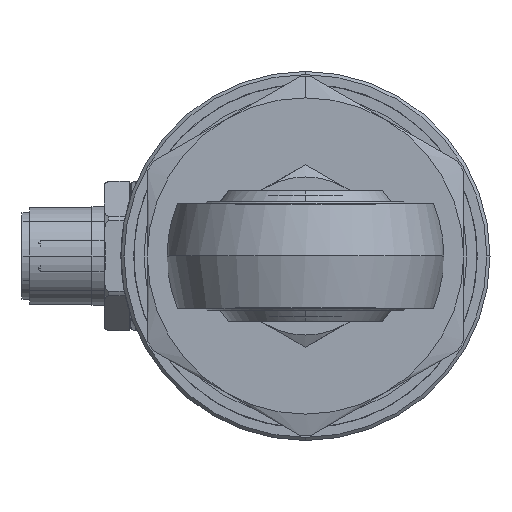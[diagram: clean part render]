
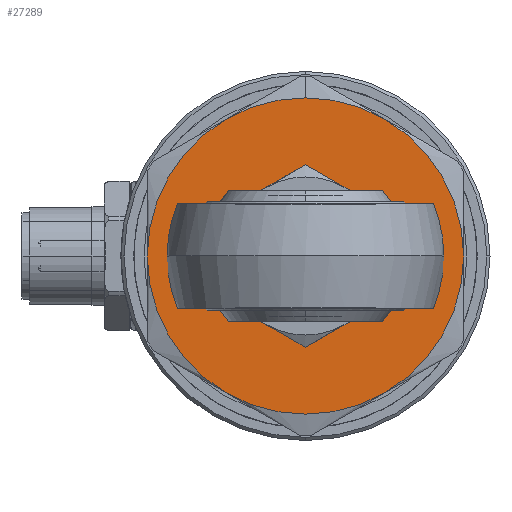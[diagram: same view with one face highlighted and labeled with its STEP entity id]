
A CAD part, left-side view. The second image highlights one B-rep face of the part: STEP entity #27289.
In plain terms, the highlighted planar face has unit normal (-1, 0, 0).
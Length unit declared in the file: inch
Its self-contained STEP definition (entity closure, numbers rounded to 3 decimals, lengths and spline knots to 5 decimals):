
#127 = DIRECTION ( 'NONE',  ( 0., 0., -1. ) ) ;
#301 = DIRECTION ( 'NONE',  ( 0., 0., -1. ) ) ;
#1592 = AXIS2_PLACEMENT_3D ( 'NONE', #23341, #23803, #1925 ) ;
#1925 = DIRECTION ( 'NONE',  ( 0., 0., 1. ) ) ;
#2239 = DIRECTION ( 'NONE',  ( 0., 0., -1. ) ) ;
#2556 = EDGE_CURVE ( 'NONE', #43010, #21605, #21297, .T. ) ;
#2789 = AXIS2_PLACEMENT_3D ( 'NONE', #2835, #28276, #9669 ) ;
#2835 = CARTESIAN_POINT ( 'NONE',  ( -0.69, 0., 0. ) ) ;
#3587 = ORIENTED_EDGE ( 'NONE', *, *, #22170, .F. ) ;
#4012 = AXIS2_PLACEMENT_3D ( 'NONE', #39481, #7177, #127 ) ;
#5270 = CARTESIAN_POINT ( 'NONE',  ( -0.69, 0.375, 0.64952 ) ) ;
#5424 = VERTEX_POINT ( 'NONE', #30749 ) ;
#7177 = DIRECTION ( 'NONE',  ( 1., 0., 0. ) ) ;
#7927 = CARTESIAN_POINT ( 'NONE',  ( -0.69, 0., 0. ) ) ;
#8343 = DIRECTION ( 'NONE',  ( 0., 0., -1. ) ) ;
#8729 = DIRECTION ( 'NONE',  ( 0., 0., -1. ) ) ;
#9669 = DIRECTION ( 'NONE',  ( 0., 0., -1. ) ) ;
#9982 = DIRECTION ( 'NONE',  ( 1., 0., 0. ) ) ;
#10422 = EDGE_CURVE ( 'NONE', #21605, #44563, #11362, .T. ) ;
#10788 = FACE_BOUND ( 'NONE', #26656, .T. ) ;
#11362 = CIRCLE ( 'NONE', #37739, 0.75 ) ;
#11511 = DIRECTION ( 'NONE',  ( -1., 0., 0. ) ) ;
#11884 = AXIS2_PLACEMENT_3D ( 'NONE', #7927, #21624, #39775 ) ;
#12371 = ORIENTED_EDGE ( 'NONE', *, *, #2556, .F. ) ;
#14081 = CIRCLE ( 'NONE', #2789, 0.75 ) ;
#14095 = DIRECTION ( 'NONE',  ( 1., 0., 0. ) ) ;
#14169 = EDGE_CURVE ( 'NONE', #35875, #21012, #29441, .T. ) ;
#14222 = ORIENTED_EDGE ( 'NONE', *, *, #16910, .F. ) ;
#15792 = DIRECTION ( 'NONE',  ( 1., 0., 0. ) ) ;
#16910 = EDGE_CURVE ( 'NONE', #42435, #46434, #32231, .T. ) ;
#17524 = CARTESIAN_POINT ( 'NONE',  ( -0.69, 0., 0. ) ) ;
#19333 = CARTESIAN_POINT ( 'NONE',  ( -0.69, 0., 0. ) ) ;
#19351 = CARTESIAN_POINT ( 'NONE',  ( -0.69, -0.375, -0.64952 ) ) ;
#20768 = EDGE_CURVE ( 'NONE', #20856, #5424, #14081, .T. ) ;
#20856 = VERTEX_POINT ( 'NONE', #43349 ) ;
#21012 = VERTEX_POINT ( 'NONE', #44752 ) ;
#21054 = CIRCLE ( 'NONE', #22536, 0.75 ) ;
#21297 = CIRCLE ( 'NONE', #4012, 0.75 ) ;
#21605 = VERTEX_POINT ( 'NONE', #19351 ) ;
#21624 = DIRECTION ( 'NONE',  ( 1., 0., 0. ) ) ;
#21732 = CARTESIAN_POINT ( 'NONE',  ( -0.69, 0., 0. ) ) ;
#22170 = EDGE_CURVE ( 'NONE', #44563, #20856, #42764, .T. ) ;
#22352 = DIRECTION ( 'NONE',  ( 0., 0., 1. ) ) ;
#22536 = AXIS2_PLACEMENT_3D ( 'NONE', #19333, #15792, #8729 ) ;
#23315 = AXIS2_PLACEMENT_3D ( 'NONE', #38043, #26722, #8343 ) ;
#23341 = CARTESIAN_POINT ( 'NONE',  ( -0.69, 0., 0. ) ) ;
#23452 = ORIENTED_EDGE ( 'NONE', *, *, #26585, .F. ) ;
#23803 = DIRECTION ( 'NONE',  ( -1., 0., 0. ) ) ;
#24671 = CARTESIAN_POINT ( 'NONE',  ( -0.69, -0.75, 0. ) ) ;
#26585 = EDGE_CURVE ( 'NONE', #5424, #42435, #43643, .T. ) ;
#26656 = EDGE_LOOP ( 'NONE', ( #43747, #46531 ) ) ;
#26722 = DIRECTION ( 'NONE',  ( 1., 0., 0. ) ) ;
#27289 = ADVANCED_FACE ( 'NONE', ( #31798, #10788 ), #28022, .F. ) ;
#27789 = DIRECTION ( 'NONE',  ( 0., 0., -1. ) ) ;
#28022 = PLANE ( 'NONE',  #36932 ) ;
#28276 = DIRECTION ( 'NONE',  ( 1., 0., 0. ) ) ;
#28996 = EDGE_CURVE ( 'NONE', #46434, #43010, #21054, .T. ) ;
#29441 = CIRCLE ( 'NONE', #43774, 0.25655 ) ;
#30749 = CARTESIAN_POINT ( 'NONE',  ( -0.69, 0.75, 0. ) ) ;
#30932 = CIRCLE ( 'NONE', #1592, 0.25655 ) ;
#31798 = FACE_OUTER_BOUND ( 'NONE', #41261, .T. ) ;
#32231 = CIRCLE ( 'NONE', #11884, 0.75 ) ;
#33359 = CARTESIAN_POINT ( 'NONE',  ( -0.69, 0., -0.75 ) ) ;
#34843 = ORIENTED_EDGE ( 'NONE', *, *, #20768, .F. ) ;
#35847 = CARTESIAN_POINT ( 'NONE',  ( -0.69, 0., 0. ) ) ;
#35875 = VERTEX_POINT ( 'NONE', #42500 ) ;
#36135 = DIRECTION ( 'NONE',  ( 1., 0., 0. ) ) ;
#36706 = ORIENTED_EDGE ( 'NONE', *, *, #10422, .F. ) ;
#36932 = AXIS2_PLACEMENT_3D ( 'NONE', #46397, #14095, #27789 ) ;
#37739 = AXIS2_PLACEMENT_3D ( 'NONE', #21732, #36135, #301 ) ;
#38043 = CARTESIAN_POINT ( 'NONE',  ( -0.69, 0., 0. ) ) ;
#39479 = CARTESIAN_POINT ( 'NONE',  ( -0.69, -0.375, 0.64952 ) ) ;
#39481 = CARTESIAN_POINT ( 'NONE',  ( -0.69, 0., 0. ) ) ;
#39775 = DIRECTION ( 'NONE',  ( 0., 0., -1. ) ) ;
#41035 = ORIENTED_EDGE ( 'NONE', *, *, #28996, .F. ) ;
#41261 = EDGE_LOOP ( 'NONE', ( #36706, #12371, #41035, #14222, #23452, #34843, #3587 ) ) ;
#41998 = AXIS2_PLACEMENT_3D ( 'NONE', #17524, #9982, #2239 ) ;
#42435 = VERTEX_POINT ( 'NONE', #5270 ) ;
#42500 = CARTESIAN_POINT ( 'NONE',  ( -0.69, 0., -0.25655 ) ) ;
#42718 = EDGE_CURVE ( 'NONE', #21012, #35875, #30932, .T. ) ;
#42764 = CIRCLE ( 'NONE', #41998, 0.75 ) ;
#43010 = VERTEX_POINT ( 'NONE', #24671 ) ;
#43349 = CARTESIAN_POINT ( 'NONE',  ( -0.69, 0.375, -0.64952 ) ) ;
#43643 = CIRCLE ( 'NONE', #23315, 0.75 ) ;
#43747 = ORIENTED_EDGE ( 'NONE', *, *, #42718, .F. ) ;
#43774 = AXIS2_PLACEMENT_3D ( 'NONE', #35847, #11511, #22352 ) ;
#44563 = VERTEX_POINT ( 'NONE', #33359 ) ;
#44752 = CARTESIAN_POINT ( 'NONE',  ( -0.69, 0., 0.25655 ) ) ;
#46397 = CARTESIAN_POINT ( 'NONE',  ( -0.69, 0., 0. ) ) ;
#46434 = VERTEX_POINT ( 'NONE', #39479 ) ;
#46531 = ORIENTED_EDGE ( 'NONE', *, *, #14169, .F. ) ;
